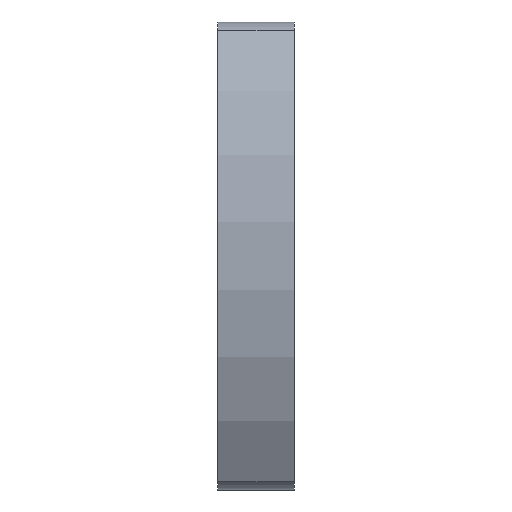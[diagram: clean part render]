
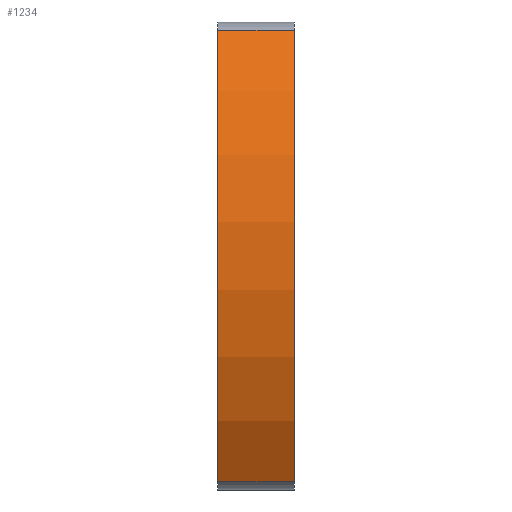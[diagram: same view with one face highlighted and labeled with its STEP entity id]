
A CAD part, left-side view. The second image highlights one B-rep face of the part: STEP entity #1234.
In plain terms, the highlighted cylindrical face has radius 44.5 mm (diameter 89 mm), a partial arc.
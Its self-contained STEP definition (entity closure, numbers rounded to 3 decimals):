
#65=CARTESIAN_POINT('',(0.,0.,0.));
#66=DIRECTION('',(0.,1.,0.));
#67=DIRECTION('',(-0.847,0.,-0.531));
#68=AXIS2_PLACEMENT_3D('',#65,#66,#67);
#264=CARTESIAN_POINT('',(0.,8.,0.));
#265=DIRECTION('',(0.,1.,0.));
#266=DIRECTION('',(-0.847,0.,-0.531));
#267=AXIS2_PLACEMENT_3D('',#264,#265,#266);
#391=DIRECTION('',(0.,-1.,0.));
#392=VECTOR('',#391,8.);
#393=CARTESIAN_POINT('',(-37.71,8.,23.626));
#394=LINE('',#393,#392);
#409=DIRECTION('',(0.,-1.,0.));
#410=VECTOR('',#409,8.);
#411=CARTESIAN_POINT('',(-37.71,8.,-23.626));
#412=LINE('',#411,#410);
#641=CARTESIAN_POINT('',(-37.71,0.,-23.626));
#642=CARTESIAN_POINT('',(-37.71,0.,23.626));
#643=VERTEX_POINT('',#641);
#644=VERTEX_POINT('',#642);
#649=CARTESIAN_POINT('',(-37.71,8.,-23.626));
#650=CARTESIAN_POINT('',(-37.71,8.,23.626));
#651=VERTEX_POINT('',#649);
#652=VERTEX_POINT('',#650);
#1221=CARTESIAN_POINT('',(0.,8.,0.));
#1222=DIRECTION('',(0.,1.,0.));
#1223=DIRECTION('',(0.,0.,1.));
#1224=AXIS2_PLACEMENT_3D('',#1221,#1222,#1223);
#1225=CYLINDRICAL_SURFACE('',#1224,44.5);
#1226=ORIENTED_EDGE('',*,*,#814,.F.);
#1228=ORIENTED_EDGE('',*,*,#1227,.F.);
#1229=ORIENTED_EDGE('',*,*,#1013,.T.);
#1231=ORIENTED_EDGE('',*,*,#1230,.T.);
#1232=EDGE_LOOP('',(#1226,#1228,#1229,#1231));
#1233=FACE_OUTER_BOUND('',#1232,.F.);
#1234=ADVANCED_FACE('',(#1233),#1225,.T.);
#69=CIRCLE('',#68,44.5);
#268=CIRCLE('',#267,44.5);
#814=EDGE_CURVE('',#643,#644,#69,.T.);
#1013=EDGE_CURVE('',#651,#652,#268,.T.);
#1227=EDGE_CURVE('',#651,#643,#412,.T.);
#1230=EDGE_CURVE('',#652,#644,#394,.T.);
